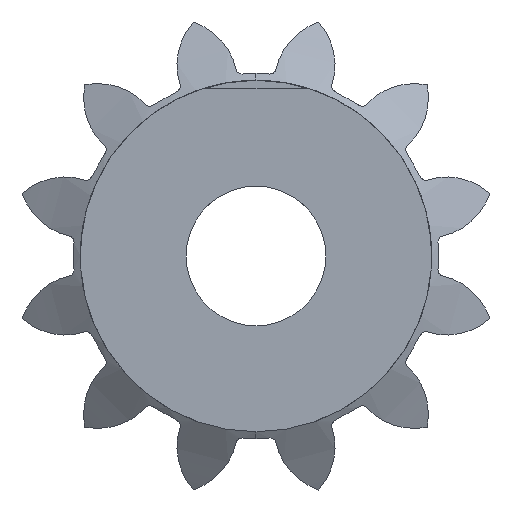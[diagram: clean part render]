
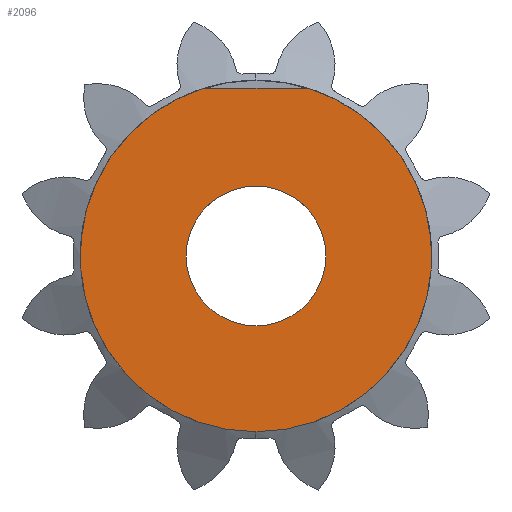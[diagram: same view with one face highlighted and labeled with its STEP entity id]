
A CAD part, left-side view. The second image highlights one B-rep face of the part: STEP entity #2096.
In plain terms, the highlighted planar face has unit normal (-1, 0, 0).
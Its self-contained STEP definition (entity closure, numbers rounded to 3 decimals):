
#33 = CARTESIAN_POINT ( 'NONE',  ( -5.853, 0., 2. ) ) ;
#73 = CARTESIAN_POINT ( 'NONE',  ( -5.853, 0., 0. ) ) ;
#264 = ORIENTED_EDGE ( 'NONE', *, *, #910, .T. ) ;
#447 = EDGE_CURVE ( 'NONE', #827, #1257, #4125, .T. ) ;
#449 = VERTEX_POINT ( 'NONE', #33 ) ;
#466 = DIRECTION ( 'NONE',  ( -1., 0., 0. ) ) ;
#687 = PLANE ( 'NONE',  #4494 ) ;
#729 = DIRECTION ( 'NONE',  ( -1., 0., 0. ) ) ;
#736 = CARTESIAN_POINT ( 'NONE',  ( -5.853, -1.501, 4.8 ) ) ;
#746 = CARTESIAN_POINT ( 'NONE',  ( -5.853, 0., 0. ) ) ;
#780 = DIRECTION ( 'NONE',  ( 0., 0., 1. ) ) ;
#784 = EDGE_CURVE ( 'NONE', #4004, #449, #1454, .T. ) ;
#827 = VERTEX_POINT ( 'NONE', #3174 ) ;
#879 = CIRCLE ( 'NONE', #3697, 5.029 ) ;
#910 = EDGE_CURVE ( 'NONE', #2469, #827, #879, .T. ) ;
#1053 = AXIS2_PLACEMENT_3D ( 'NONE', #2152, #3607, #3915 ) ;
#1257 = VERTEX_POINT ( 'NONE', #3924 ) ;
#1454 = CIRCLE ( 'NONE', #1053, 2. ) ;
#1478 = DIRECTION ( 'NONE',  ( 0., 0., 1. ) ) ;
#1513 = DIRECTION ( 'NONE',  ( -1., 0., 0. ) ) ;
#2096 = ADVANCED_FACE ( 'NONE', ( #4343, #2964 ), #687, .T. ) ;
#2152 = CARTESIAN_POINT ( 'NONE',  ( -5.853, 0., 0. ) ) ;
#2309 = ORIENTED_EDGE ( 'NONE', *, *, #3871, .T. ) ;
#2469 = VERTEX_POINT ( 'NONE', #3179 ) ;
#2546 = CARTESIAN_POINT ( 'NONE',  ( -5.853, 0., 0. ) ) ;
#2563 = DIRECTION ( 'NONE',  ( 0., 0., 1. ) ) ;
#2964 = FACE_BOUND ( 'NONE', #4116, .T. ) ;
#2967 = AXIS2_PLACEMENT_3D ( 'NONE', #73, #1513, #780 ) ;
#3075 = ORIENTED_EDGE ( 'NONE', *, *, #447, .T. ) ;
#3148 = EDGE_LOOP ( 'NONE', ( #2309, #264, #3075 ) ) ;
#3174 = CARTESIAN_POINT ( 'NONE',  ( -5.853, -1.501, 4.8 ) ) ;
#3179 = CARTESIAN_POINT ( 'NONE',  ( -5.853, 0., -5.029 ) ) ;
#3196 = ORIENTED_EDGE ( 'NONE', *, *, #3907, .F. ) ;
#3289 = CARTESIAN_POINT ( 'NONE',  ( -5.853, 0., 0. ) ) ;
#3330 = DIRECTION ( 'NONE',  ( 0., 0., 1. ) ) ;
#3449 = CARTESIAN_POINT ( 'NONE',  ( -5.853, 0., -2. ) ) ;
#3472 = CIRCLE ( 'NONE', #4687, 5.029 ) ;
#3607 = DIRECTION ( 'NONE',  ( -1., 0., 0. ) ) ;
#3669 = ORIENTED_EDGE ( 'NONE', *, *, #784, .F. ) ;
#3697 = AXIS2_PLACEMENT_3D ( 'NONE', #2546, #729, #2563 ) ;
#3699 = DIRECTION ( 'NONE',  ( -1., 0., 0. ) ) ;
#3871 = EDGE_CURVE ( 'NONE', #1257, #2469, #3472, .T. ) ;
#3907 = EDGE_CURVE ( 'NONE', #449, #4004, #4388, .T. ) ;
#3915 = DIRECTION ( 'NONE',  ( 0., 0., 1. ) ) ;
#3924 = CARTESIAN_POINT ( 'NONE',  ( -5.853, 1.501, 4.8 ) ) ;
#4001 = DIRECTION ( 'NONE',  ( 0., 1., 0. ) ) ;
#4004 = VERTEX_POINT ( 'NONE', #3449 ) ;
#4116 = EDGE_LOOP ( 'NONE', ( #3196, #3669 ) ) ;
#4125 = LINE ( 'NONE', #736, #4233 ) ;
#4233 = VECTOR ( 'NONE', #4001, 1000. ) ;
#4343 = FACE_OUTER_BOUND ( 'NONE', #3148, .T. ) ;
#4388 = CIRCLE ( 'NONE', #2967, 2. ) ;
#4494 = AXIS2_PLACEMENT_3D ( 'NONE', #3289, #3699, #3330 ) ;
#4687 = AXIS2_PLACEMENT_3D ( 'NONE', #746, #466, #1478 ) ;
